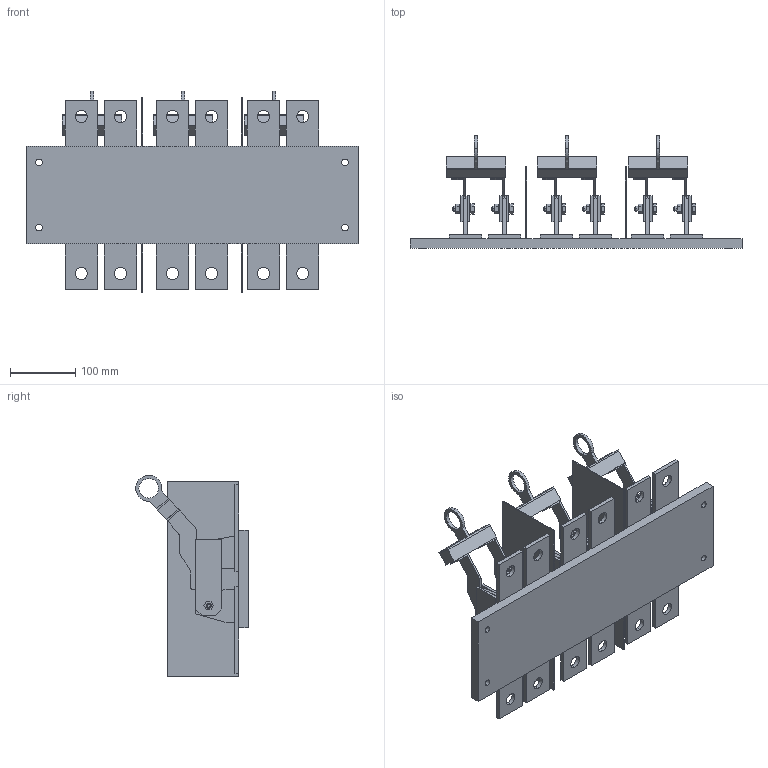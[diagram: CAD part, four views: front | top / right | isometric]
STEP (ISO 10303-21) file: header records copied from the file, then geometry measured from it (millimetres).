
FILE_DESCRIPTION (( 'STEP AP203' ), '1' );
FILE_NAME ('Ðàçúåäèíèòåëü ÐÅ19-44-31160 2000À (àðò. re19-4431160).STEP', '2019-04-08T12:27:10', ( '' ), ( '' ), 'SwSTEP 2.0', 'SolidWorks 2017', '' );
FILE_SCHEMA (( 'CONFIG_CONTROL_DESIGN' ));
Length unit declared in the file: millimetre
Products named in the file (1): Ðàçúåäèíèòåëü ÐÅ19-44-31160 2000À (àðò. re19-4431160)
Bounding box: 510 x 172.86 x 309.33 mm (x, y, z)
Volume: 2307130.2 mm3; surface area: 705182 mm2
Topology: 43 solids, 43 shells, 714 faces, 1714 edges, 1128 vertices
Faces by surface type: plane 541, cylinder 161, cone 12
Entity records: 20677 total; most frequent: CARTESIAN_POINT 3557, DIRECTION 3478, ORIENTED_EDGE 3428, EDGE_CURVE 1714, LINE 1380, VECTOR 1380, VERTEX_POINT 1128, AXIS2_PLACEMENT_3D 1049
